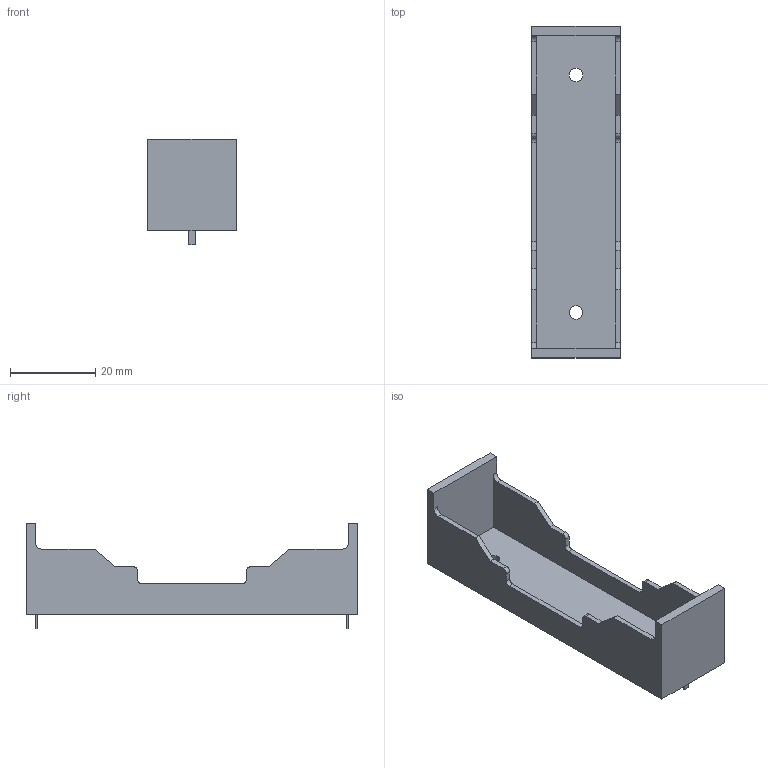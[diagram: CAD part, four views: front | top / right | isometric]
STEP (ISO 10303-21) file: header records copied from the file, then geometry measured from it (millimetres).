
FILE_DESCRIPTION(('FreeCAD Model'),'2;1');
FILE_NAME('BH-18650-PC.step','2018-02-19T13:17:24',( 'kicad StepUp'),('ksu MCAD'),'Open CASCADE STEP processor 6.8', 'FreeCAD','Unknown');
FILE_SCHEMA(('AUTOMOTIVE_DESIGN_CC2 { 1 2 10303 214 -1 1 5 4 }'));
Length unit declared in the file: millimetre
Products named in the file (1): BH-18650-PC
Bounding box: 20.83 x 77.72 x 24.64 mm (x, y, z)
Volume: 6271.5 mm3; surface area: 8270.8 mm2
Topology: 1 solids, 1 shells, 54 faces, 152 edges, 102 vertices
Faces by surface type: plane 40, cylinder 14
Full cylindrical faces by diameter (mm): 3.2 x2
Entity records: 2141 total; most frequent: CARTESIAN_POINT 309, ORIENTED_EDGE 304, DIRECTION 292, EDGE_CURVE 152, LINE 122, VECTOR 122, VERTEX_POINT 102, AXIS2_PLACEMENT_3D 85
